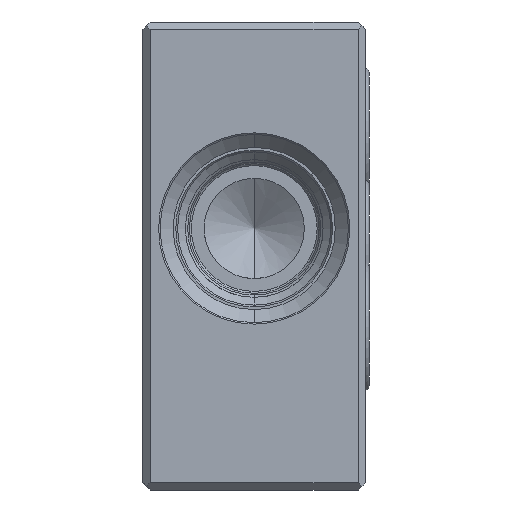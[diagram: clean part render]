
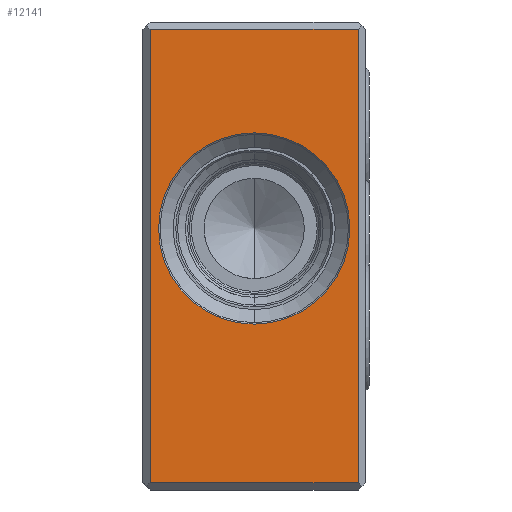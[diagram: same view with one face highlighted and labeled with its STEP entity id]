
A CAD part, left-side view. The second image highlights one B-rep face of the part: STEP entity #12141.
In plain terms, the highlighted planar face has unit normal (-1, 0, 0).
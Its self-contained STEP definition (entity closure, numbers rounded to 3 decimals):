
#84 = DIRECTION ( 'NONE',  ( 0., 1., 0. ) ) ;
#1407 = CARTESIAN_POINT ( 'NONE',  ( -38.1, 0., -9.175 ) ) ;
#1477 = AXIS2_PLACEMENT_3D ( 'NONE', #4769, #3468, #2111 ) ;
#2111 = DIRECTION ( 'NONE',  ( 0., 0., 1. ) ) ;
#2245 = CARTESIAN_POINT ( 'NONE',  ( -38.1, -15., -30.5 ) ) ;
#2505 = VERTEX_POINT ( 'NONE', #7044 ) ;
#2797 = CARTESIAN_POINT ( 'NONE',  ( -38.1, -15., 31.5 ) ) ;
#2953 = DIRECTION ( 'NONE',  ( 0., 0., -1. ) ) ;
#3066 = CARTESIAN_POINT ( 'NONE',  ( -38.1, 14., 31.5 ) ) ;
#3468 = DIRECTION ( 'NONE',  ( -1., 0., 0. ) ) ;
#3752 = EDGE_LOOP ( 'NONE', ( #15900, #6734, #10410, #6204 ) ) ;
#3876 = PLANE ( 'NONE',  #16234 ) ;
#3885 = VERTEX_POINT ( 'NONE', #1407 ) ;
#4109 = CARTESIAN_POINT ( 'NONE',  ( -38.1, -15., 30.5 ) ) ;
#4677 = CARTESIAN_POINT ( 'NONE',  ( -38.1, -14., 31.5 ) ) ;
#4735 = LINE ( 'NONE', #3066, #15441 ) ;
#4769 = CARTESIAN_POINT ( 'NONE',  ( -38.1, 0., 3.7 ) ) ;
#5119 = VERTEX_POINT ( 'NONE', #10689 ) ;
#5535 = LINE ( 'NONE', #4109, #13423 ) ;
#5839 = VERTEX_POINT ( 'NONE', #16075 ) ;
#6013 = VECTOR ( 'NONE', #14956, 1000. ) ;
#6204 = ORIENTED_EDGE ( 'NONE', *, *, #14273, .T. ) ;
#6526 = CIRCLE ( 'NONE', #12418, 12.875 ) ;
#6734 = ORIENTED_EDGE ( 'NONE', *, *, #14655, .T. ) ;
#6742 = EDGE_CURVE ( 'NONE', #5839, #10873, #4735, .T. ) ;
#7044 = CARTESIAN_POINT ( 'NONE',  ( -38.1, 0., 16.575 ) ) ;
#7566 = EDGE_CURVE ( 'NONE', #3885, #2505, #6526, .T. ) ;
#7822 = DIRECTION ( 'NONE',  ( 1., 0., 0. ) ) ;
#7930 = DIRECTION ( 'NONE',  ( 0., 0., 1. ) ) ;
#9000 = FACE_BOUND ( 'NONE', #12505, .T. ) ;
#9164 = CARTESIAN_POINT ( 'NONE',  ( -38.1, 0., 3.7 ) ) ;
#9171 = DIRECTION ( 'NONE',  ( 0., 0., -1. ) ) ;
#9418 = FACE_OUTER_BOUND ( 'NONE', #3752, .T. ) ;
#9434 = ORIENTED_EDGE ( 'NONE', *, *, #12399, .F. ) ;
#9849 = LINE ( 'NONE', #4677, #6013 ) ;
#10032 = ORIENTED_EDGE ( 'NONE', *, *, #7566, .F. ) ;
#10410 = ORIENTED_EDGE ( 'NONE', *, *, #6742, .T. ) ;
#10427 = CIRCLE ( 'NONE', #1477, 12.875 ) ;
#10689 = CARTESIAN_POINT ( 'NONE',  ( -38.1, -14., 30.5 ) ) ;
#10873 = VERTEX_POINT ( 'NONE', #16065 ) ;
#11410 = VECTOR ( 'NONE', #15020, 1000. ) ;
#11827 = EDGE_CURVE ( 'NONE', #12078, #5119, #9849, .T. ) ;
#12078 = VERTEX_POINT ( 'NONE', #13959 ) ;
#12141 = ADVANCED_FACE ( 'NONE', ( #9418, #9000 ), #3876, .F. ) ;
#12399 = EDGE_CURVE ( 'NONE', #2505, #3885, #10427, .T. ) ;
#12418 = AXIS2_PLACEMENT_3D ( 'NONE', #9164, #13111, #7930 ) ;
#12505 = EDGE_LOOP ( 'NONE', ( #9434, #10032 ) ) ;
#13111 = DIRECTION ( 'NONE',  ( -1., 0., 0. ) ) ;
#13423 = VECTOR ( 'NONE', #84, 1000. ) ;
#13959 = CARTESIAN_POINT ( 'NONE',  ( -38.1, -14., -30.5 ) ) ;
#14273 = EDGE_CURVE ( 'NONE', #10873, #12078, #16038, .T. ) ;
#14655 = EDGE_CURVE ( 'NONE', #5119, #5839, #5535, .T. ) ;
#14956 = DIRECTION ( 'NONE',  ( 0., 0., 1. ) ) ;
#15020 = DIRECTION ( 'NONE',  ( 0., -1., 0. ) ) ;
#15441 = VECTOR ( 'NONE', #2953, 1000. ) ;
#15900 = ORIENTED_EDGE ( 'NONE', *, *, #11827, .T. ) ;
#16038 = LINE ( 'NONE', #2245, #11410 ) ;
#16065 = CARTESIAN_POINT ( 'NONE',  ( -38.1, 14., -30.5 ) ) ;
#16075 = CARTESIAN_POINT ( 'NONE',  ( -38.1, 14., 30.5 ) ) ;
#16234 = AXIS2_PLACEMENT_3D ( 'NONE', #2797, #7822, #9171 ) ;
